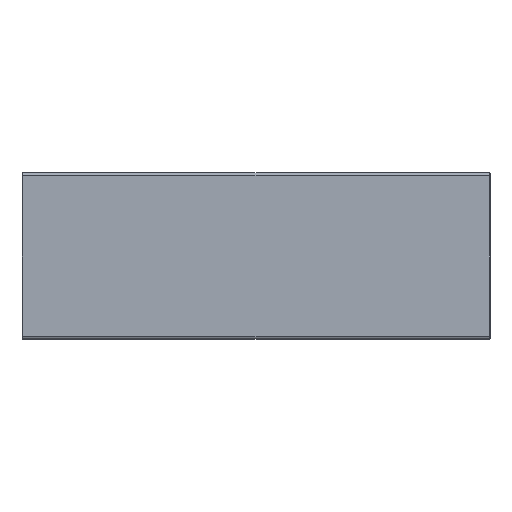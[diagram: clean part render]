
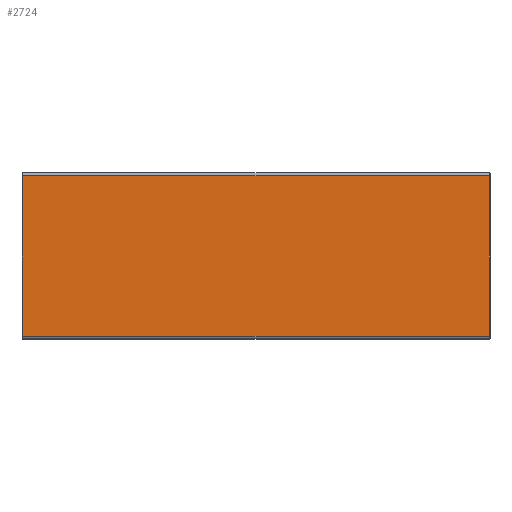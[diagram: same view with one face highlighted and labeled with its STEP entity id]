
A CAD part, front view. The second image highlights one B-rep face of the part: STEP entity #2724.
In plain terms, the highlighted planar face has unit normal (0, -1, 0).
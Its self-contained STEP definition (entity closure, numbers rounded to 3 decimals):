
#299=FACE_OUTER_BOUND('',#455,.T.);
#455=EDGE_LOOP('',(#1774,#1775,#1776,#1777));
#640=LINE('',#3590,#870);
#654=LINE('',#3624,#884);
#655=LINE('',#3627,#885);
#656=LINE('',#3628,#886);
#870=VECTOR('',#3071,1000.);
#884=VECTOR('',#3101,1000.);
#885=VECTOR('',#3106,1000.);
#886=VECTOR('',#3107,1000.);
#1092=VERTEX_POINT('',#3588);
#1093=VERTEX_POINT('',#3589);
#1104=VERTEX_POINT('',#3621);
#1105=VERTEX_POINT('',#3623);
#1348=EDGE_CURVE('',#1092,#1093,#640,.T.);
#1365=EDGE_CURVE('',#1105,#1104,#654,.T.);
#1367=EDGE_CURVE('',#1104,#1093,#655,.T.);
#1368=EDGE_CURVE('',#1092,#1105,#656,.T.);
#1774=ORIENTED_EDGE('',*,*,#1365,.T.);
#1775=ORIENTED_EDGE('',*,*,#1367,.T.);
#1776=ORIENTED_EDGE('',*,*,#1348,.F.);
#1777=ORIENTED_EDGE('',*,*,#1368,.T.);
#2507=PLANE('',#2898);
#2724=ADVANCED_FACE('',(#299),#2507,.T.);
#2898=AXIS2_PLACEMENT_3D('',#3626,#3104,#3105);
#3071=DIRECTION('',(1.,0.,0.));
#3101=DIRECTION('',(1.,0.,0.));
#3104=DIRECTION('center_axis',(0.,-1.,0.));
#3105=DIRECTION('ref_axis',(1.,0.,0.));
#3106=DIRECTION('',(0.,0.,1.));
#3107=DIRECTION('',(0.,0.,-1.));
#3588=CARTESIAN_POINT('',(-0.772,-1.55,0.52));
#3589=CARTESIAN_POINT('',(0.772,-1.55,0.52));
#3590=CARTESIAN_POINT('',(-1.486,-1.55,0.52));
#3621=CARTESIAN_POINT('',(0.772,-1.55,-0.01));
#3623=CARTESIAN_POINT('',(-0.772,-1.55,-0.01));
#3624=CARTESIAN_POINT('',(-1.486,-1.55,-0.01));
#3626=CARTESIAN_POINT('Origin',(-1.486,-1.55,-0.01));
#3627=CARTESIAN_POINT('',(0.772,-1.55,-0.01));
#3628=CARTESIAN_POINT('',(-0.772,-1.55,-0.01));
